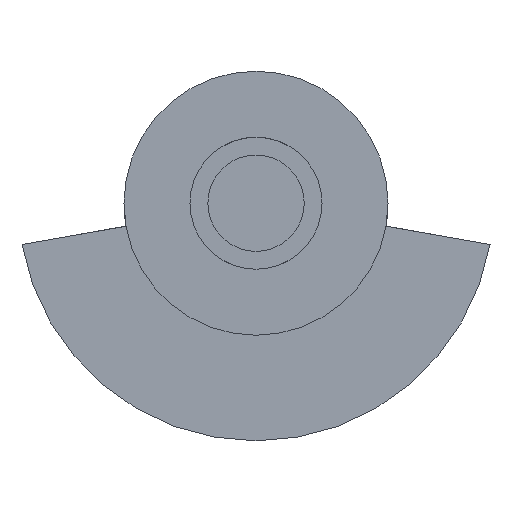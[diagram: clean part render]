
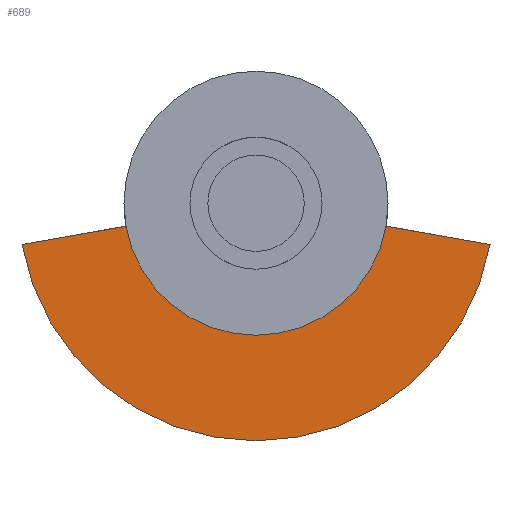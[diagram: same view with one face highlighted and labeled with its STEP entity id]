
A CAD part, left-side view. The second image highlights one B-rep face of the part: STEP entity #689.
In plain terms, the highlighted planar face has unit normal (-1, 0, 0).
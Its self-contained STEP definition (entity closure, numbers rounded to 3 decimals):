
#180=CARTESIAN_POINT('Vertex',(5.328,-9.848,-1.736)) ;
#183=CARTESIAN_POINT('Line Origine',(5.328,-13.787,-2.431)) ;
#187=CARTESIAN_POINT('Vertex',(5.328,-17.726,-3.125)) ;
#211=CARTESIAN_POINT('Axis2P3D Location',(5.328,0.,0.)) ;
#215=CARTESIAN_POINT('Vertex',(5.328,17.727,-3.126)) ;
#281=CARTESIAN_POINT('Vertex',(5.328,9.848,-1.737)) ;
#284=CARTESIAN_POINT('Axis2P3D Location',(5.328,0.,0.)) ;
#673=CARTESIAN_POINT('Axis2P3D Location',(5.328,0.,-18.)) ;
#678=CARTESIAN_POINT('Line Origine',(5.328,13.788,-2.431)) ;
#184=DIRECTION('Vector Direction',(0.,0.985,0.174)) ;
#212=DIRECTION('Axis2P3D Direction',(1.,0.,0.)) ;
#285=DIRECTION('Axis2P3D Direction',(1.,0.,0.)) ;
#674=DIRECTION('Axis2P3D Direction',(1.,0.,0.)) ;
#675=DIRECTION('Axis2P3D XDirection',(0.,1.,0.)) ;
#679=DIRECTION('Vector Direction',(0.,-0.985,0.174)) ;
#213=AXIS2_PLACEMENT_3D('Circle Axis2P3D',#211,#212,$) ;
#286=AXIS2_PLACEMENT_3D('Circle Axis2P3D',#284,#285,$) ;
#676=AXIS2_PLACEMENT_3D('Plane Axis2P3D',#673,#674,#675) ;
#684=ORIENTED_EDGE('',*,*,#288,.T.) ;
#685=ORIENTED_EDGE('',*,*,#682,.F.) ;
#686=ORIENTED_EDGE('',*,*,#217,.F.) ;
#687=ORIENTED_EDGE('',*,*,#189,.T.) ;
#185=VECTOR('Line Direction',#184,1.) ;
#680=VECTOR('Line Direction',#679,1.) ;
#689=ADVANCED_FACE('appui-serringue',(#688),#677,.F.) ;
#214=CIRCLE('generated circle',#213,18.) ;
#287=CIRCLE('generated circle',#286,10.) ;
#189=EDGE_CURVE('',#188,#181,#186,.T.) ;
#217=EDGE_CURVE('',#188,#216,#214,.T.) ;
#288=EDGE_CURVE('',#181,#282,#287,.T.) ;
#682=EDGE_CURVE('',#216,#282,#681,.T.) ;
#683=EDGE_LOOP('',(#684,#685,#686,#687)) ;
#688=FACE_OUTER_BOUND('',#683,.T.) ;
#186=LINE('Line',#183,#185) ;
#681=LINE('Line',#678,#680) ;
#677=PLANE('Plane',#676) ;
#181=VERTEX_POINT('',#180) ;
#188=VERTEX_POINT('',#187) ;
#216=VERTEX_POINT('',#215) ;
#282=VERTEX_POINT('',#281) ;
